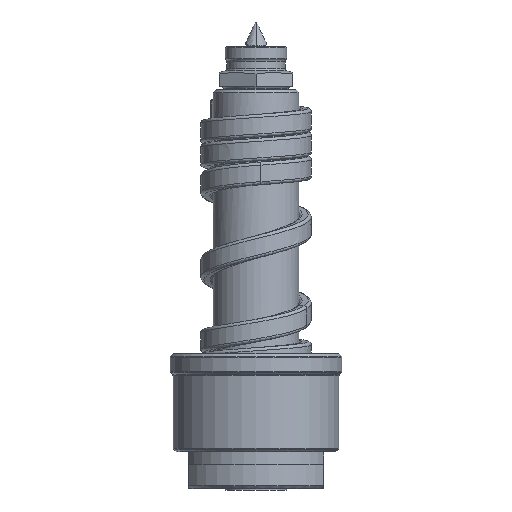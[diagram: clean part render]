
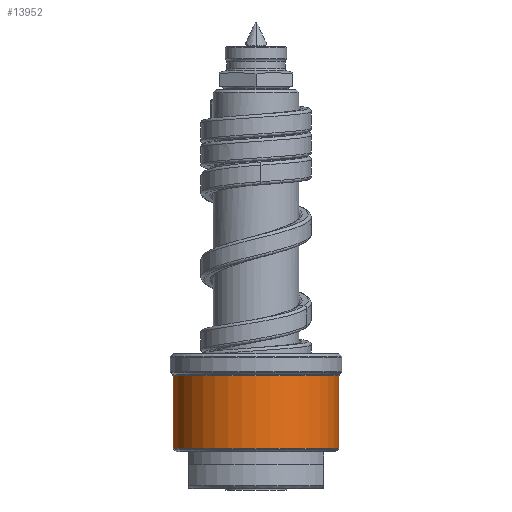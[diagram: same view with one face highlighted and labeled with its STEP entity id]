
A CAD part, front view. The second image highlights one B-rep face of the part: STEP entity #13952.
In plain terms, the highlighted cylindrical face has radius 13.5 mm (diameter 27 mm), a partial arc.
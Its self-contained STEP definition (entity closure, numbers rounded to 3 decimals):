
#4482=CARTESIAN_POINT('',(0.,0.,6.582));
#4483=DIRECTION('',(0.,0.,1.));
#4484=DIRECTION('',(-1.,0.,0.));
#4485=AXIS2_PLACEMENT_3D('',#4482,#4483,#4484);
#4487=DIRECTION('',(0.,0.,-1.));
#4488=VECTOR('',#4487,11.835);
#4489=CARTESIAN_POINT('',(-13.5,0.,18.417));
#4490=LINE('',#4489,#4488);
#4491=CARTESIAN_POINT('',(0.,0.,18.417));
#4492=DIRECTION('',(0.,0.,1.));
#4493=DIRECTION('',(-1.,0.,0.));
#4494=AXIS2_PLACEMENT_3D('',#4491,#4492,#4493);
#4496=DIRECTION('',(0.,0.,-1.));
#4497=VECTOR('',#4496,11.835);
#4498=CARTESIAN_POINT('',(13.5,0.,18.417));
#4499=LINE('',#4498,#4497);
#6371=CARTESIAN_POINT('',(13.5,0.,18.417));
#6372=CARTESIAN_POINT('',(-13.5,0.,18.417));
#6373=VERTEX_POINT('',#6371);
#6374=VERTEX_POINT('',#6372);
#6397=CARTESIAN_POINT('',(13.5,0.,6.582));
#6398=VERTEX_POINT('',#6397);
#6399=CARTESIAN_POINT('',(-13.5,0.,6.582));
#6400=VERTEX_POINT('',#6399);
#13940=CARTESIAN_POINT('',(0.,0.,5.2));
#13941=DIRECTION('',(0.,0.,1.));
#13942=DIRECTION('',(-1.,0.,0.));
#13943=AXIS2_PLACEMENT_3D('',#13940,#13941,#13942);
#13944=CYLINDRICAL_SURFACE('',#13943,13.5);
#13945=ORIENTED_EDGE('',*,*,#13897,.F.);
#13946=ORIENTED_EDGE('',*,*,#13931,.F.);
#13948=ORIENTED_EDGE('',*,*,#13947,.T.);
#13949=ORIENTED_EDGE('',*,*,#13927,.T.);
#13950=EDGE_LOOP('',(#13945,#13946,#13948,#13949));
#13951=FACE_OUTER_BOUND('',#13950,.F.);
#4486=CIRCLE('',#4485,13.5);
#4495=CIRCLE('',#4494,13.5);
#13897=EDGE_CURVE('',#6400,#6398,#4486,.T.);
#13927=EDGE_CURVE('',#6373,#6398,#4499,.T.);
#13931=EDGE_CURVE('',#6374,#6400,#4490,.T.);
#13947=EDGE_CURVE('',#6374,#6373,#4495,.T.);
#13952=ADVANCED_FACE('',(#13951),#13944,.T.);
